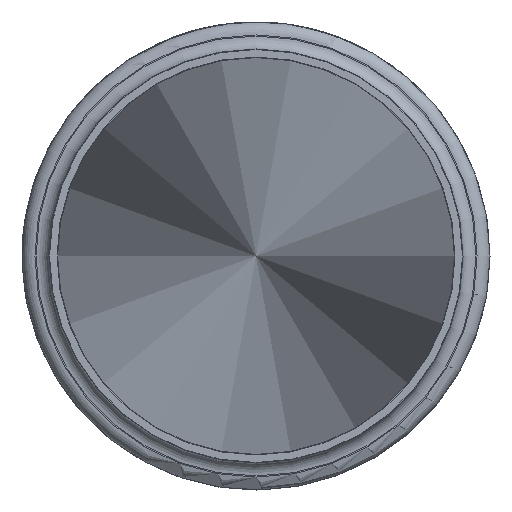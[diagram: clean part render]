
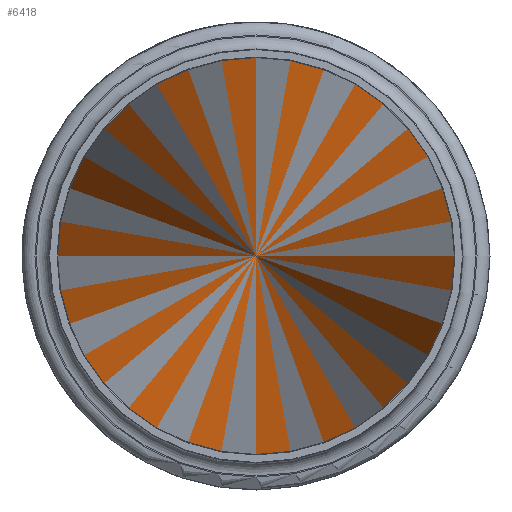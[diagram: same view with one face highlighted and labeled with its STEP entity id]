
A CAD part, left-side view. The second image highlights one B-rep face of the part: STEP entity #6418.
In plain terms, the highlighted conical face has half-angle 1.783 degrees and reference radius 56.738 mm.
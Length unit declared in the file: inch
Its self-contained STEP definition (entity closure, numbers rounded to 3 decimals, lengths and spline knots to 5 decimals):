
#640=FACE_OUTER_BOUND('',#1004,.T.);
#1004=EDGE_LOOP('',(#4335,#4336,#4337));
#1390=B_SPLINE_CURVE_WITH_KNOTS('',3,(#8548,#8549,#8550,#8551,#8552,#8553,
#8554,#8555,#8556,#8557,#8558,#8559,#8560,#8561,#8562,#8563,#8564,#8565,
#8566,#8567,#8568,#8569,#8570,#8571,#8572,#8573,#8574,#8575,#8576,#8577,
#8578,#8579,#8580,#8581,#8582,#8583,#8584,#8585,#8586,#8587,#8588,#8589,
#8590),.UNSPECIFIED.,.F.,.F.,(4,3,3,3,3,3,3,3,3,3,3,3,3,3,4),(269.44287,
271.01881,273.85113,276.68345,279.51578,282.3481,
285.18043,288.01275,290.84507,293.6774,296.50972,
299.34204,302.17437,305.00669,305.10884),
 .UNSPECIFIED.);
#1765=LINE('',#8545,#2191);
#1766=LINE('',#8547,#2192);
#2191=VECTOR('',#7243,2.23377);
#2192=VECTOR('',#7244,2.23377);
#2617=VERTEX_POINT('',#8543);
#2618=VERTEX_POINT('',#8544);
#2619=VERTEX_POINT('',#8546);
#3305=EDGE_CURVE('',#2617,#2618,#1765,.T.);
#3306=EDGE_CURVE('',#2617,#2619,#1766,.T.);
#3307=EDGE_CURVE('',#2619,#2618,#1390,.T.);
#4335=ORIENTED_EDGE('',*,*,#3305,.F.);
#4336=ORIENTED_EDGE('',*,*,#3306,.T.);
#4337=ORIENTED_EDGE('',*,*,#3307,.T.);
#6395=CONICAL_SURFACE('',#6802,2.23377,0.031);
#6418=ADVANCED_FACE('',(#640),#6395,.T.);
#6802=AXIS2_PLACEMENT_3D('',#8542,#7241,#7242);
#7241=DIRECTION('center_axis',(-1.,0.,0.));
#7242=DIRECTION('ref_axis',(0.,1.,0.));
#7243=DIRECTION('',(1.,0.031,0.));
#7244=DIRECTION('',(-1.,-0.031,0.));
#8542=CARTESIAN_POINT('Origin',(1.6953,0.,0.));
#8543=CARTESIAN_POINT('',(1.8911,-2.22767,0.));
#8544=CARTESIAN_POINT('',(1.97256,-2.22513,0.));
#8545=CARTESIAN_POINT('',(1.6953,-2.23377,0.));
#8546=CARTESIAN_POINT('',(1.84756,-2.22903,0.));
#8547=CARTESIAN_POINT('',(1.6953,-2.23377,0.));
#8548=CARTESIAN_POINT('Ctrl Pts',(1.84756,-2.22884,0.00002));
#8549=CARTESIAN_POINT('Ctrl Pts',(1.8494,-2.22872,-0.20631));
#8550=CARTESIAN_POINT('Ctrl Pts',(1.85124,-2.20026,-0.41263));
#8551=CARTESIAN_POINT('Ctrl Pts',(1.85308,-2.14369,-0.61093));
#8552=CARTESIAN_POINT('Ctrl Pts',(1.85639,-2.04202,-0.96732));
#8553=CARTESIAN_POINT('Ctrl Pts',(1.8597,-1.84955,-1.29777));
#8554=CARTESIAN_POINT('Ctrl Pts',(1.86301,-1.58977,-1.56202));
#8555=CARTESIAN_POINT('Ctrl Pts',(1.86632,-1.32999,-1.82626));
#8556=CARTESIAN_POINT('Ctrl Pts',(1.86962,-1.00291,-2.0243));
#8557=CARTESIAN_POINT('Ctrl Pts',(1.87293,-0.6484,-2.13201));
#8558=CARTESIAN_POINT('Ctrl Pts',(1.87624,-0.2939,-2.23971));
#8559=CARTESIAN_POINT('Ctrl Pts',(1.87955,0.08802,-2.25709));
#8560=CARTESIAN_POINT('Ctrl Pts',(1.88286,0.45079,-2.18204));
#8561=CARTESIAN_POINT('Ctrl Pts',(1.88617,0.81356,-2.10699));
#8562=CARTESIAN_POINT('Ctrl Pts',(1.88948,1.15718,-1.93952));
#8563=CARTESIAN_POINT('Ctrl Pts',(1.89279,1.43977,-1.70006));
#8564=CARTESIAN_POINT('Ctrl Pts',(1.8961,1.72236,-1.4606));
#8565=CARTESIAN_POINT('Ctrl Pts',(1.8994,1.94391,-1.14916));
#8566=CARTESIAN_POINT('Ctrl Pts',(1.90271,2.07745,-0.80372));
#8567=CARTESIAN_POINT('Ctrl Pts',(1.90602,2.21098,-0.45829));
#8568=CARTESIAN_POINT('Ctrl Pts',(1.90933,2.25649,-0.07885));
#8569=CARTESIAN_POINT('Ctrl Pts',(1.91264,2.20845,0.28832));
#8570=CARTESIAN_POINT('Ctrl Pts',(1.91595,2.16041,0.65548));
#8571=CARTESIAN_POINT('Ctrl Pts',(1.91926,2.01883,1.01039));
#8572=CARTESIAN_POINT('Ctrl Pts',(1.92257,1.80098,1.30976));
#8573=CARTESIAN_POINT('Ctrl Pts',(1.92588,1.58313,1.60913));
#8574=CARTESIAN_POINT('Ctrl Pts',(1.92918,1.28902,1.85298));
#8575=CARTESIAN_POINT('Ctrl Pts',(1.93249,0.95453,2.01159));
#8576=CARTESIAN_POINT('Ctrl Pts',(1.9358,0.62003,2.1702));
#8577=CARTESIAN_POINT('Ctrl Pts',(1.93911,0.24515,2.24357));
#8578=CARTESIAN_POINT('Ctrl Pts',(1.94242,-0.12441,2.22278));
#8579=CARTESIAN_POINT('Ctrl Pts',(1.94573,-0.49397,2.202));
#8580=CARTESIAN_POINT('Ctrl Pts',(1.94904,-0.8582,2.08705));
#8581=CARTESIAN_POINT('Ctrl Pts',(1.95235,-1.17271,1.89199));
#8582=CARTESIAN_POINT('Ctrl Pts',(1.95566,-1.48723,1.69692));
#8583=CARTESIAN_POINT('Ctrl Pts',(1.95896,-1.75201,1.42174));
#8584=CARTESIAN_POINT('Ctrl Pts',(1.96227,-1.93481,1.1));
#8585=CARTESIAN_POINT('Ctrl Pts',(1.96558,-2.11761,0.77826));
#8586=CARTESIAN_POINT('Ctrl Pts',(1.96889,-2.21842,0.40997));
#8587=CARTESIAN_POINT('Ctrl Pts',(1.9722,-2.22498,0.04004));
#8588=CARTESIAN_POINT('Ctrl Pts',(1.97232,-2.22521,0.0267));
#8589=CARTESIAN_POINT('Ctrl Pts',(1.97244,-2.22533,0.01336));
#8590=CARTESIAN_POINT('Ctrl Pts',(1.97256,-2.22532,0.00001));
